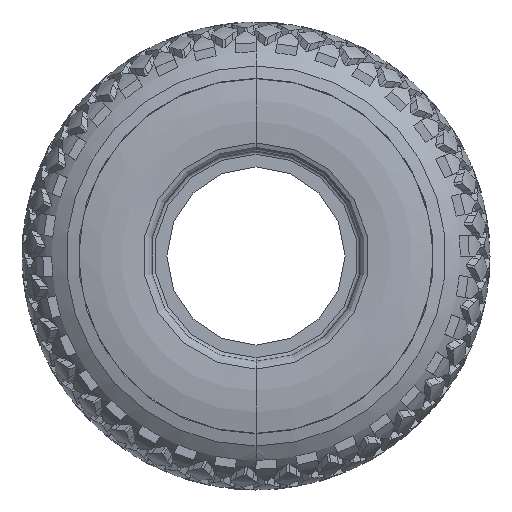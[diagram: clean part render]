
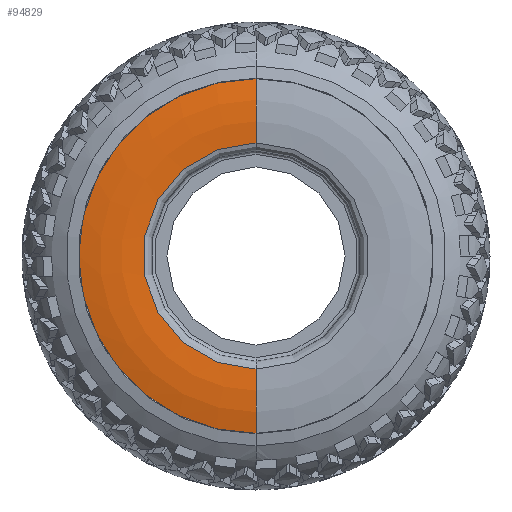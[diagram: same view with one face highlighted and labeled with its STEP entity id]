
A CAD part, left-side view. The second image highlights one B-rep face of the part: STEP entity #94829.
In plain terms, the highlighted toroidal (fillet/blend) face has major radius 75.229 mm and minor radius 97.34 mm.
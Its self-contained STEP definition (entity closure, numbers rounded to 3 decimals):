
#3024 = AXIS2_PLACEMENT_3D ( 'NONE', #108578, #24725, #52505 ) ;
#3865 = CIRCLE ( 'NONE', #101460, 98.512 ) ;
#5190 = AXIS2_PLACEMENT_3D ( 'NONE', #59397, #12062, #78482 ) ;
#8914 = VERTEX_POINT ( 'NONE', #23683 ) ;
#10117 = EDGE_CURVE ( 'NONE', #24249, #31632, #3865, .T. ) ;
#12062 = DIRECTION ( 'NONE',  ( 0., -1., 0. ) ) ;
#14199 = ORIENTED_EDGE ( 'NONE', *, *, #69259, .F. ) ;
#17027 = VERTEX_POINT ( 'NONE', #33287 ) ;
#23683 = CARTESIAN_POINT ( 'NONE',  ( -39.213, 0., -62.878 ) ) ;
#24249 = VERTEX_POINT ( 'NONE', #90530 ) ;
#24725 = DIRECTION ( 'NONE',  ( 0., 1., 0. ) ) ;
#27353 = CARTESIAN_POINT ( 'NONE',  ( -37.174, 0., -98.512 ) ) ;
#28696 = CARTESIAN_POINT ( 'NONE',  ( -39.213, 0., 0. ) ) ;
#31632 = VERTEX_POINT ( 'NONE', #27353 ) ;
#33287 = CARTESIAN_POINT ( 'NONE',  ( -39.213, 0., 62.878 ) ) ;
#33870 = FACE_OUTER_BOUND ( 'NONE', #56929, .T. ) ;
#49804 = ORIENTED_EDGE ( 'NONE', *, *, #10117, .T. ) ;
#52505 = DIRECTION ( 'NONE',  ( 0., 0., 1. ) ) ;
#56141 = AXIS2_PLACEMENT_3D ( 'NONE', #28696, #85910, #94644 ) ;
#56482 = DIRECTION ( 'NONE',  ( 1., 0., 0. ) ) ;
#56929 = EDGE_LOOP ( 'NONE', ( #14199, #113650, #57836, #49804 ) ) ;
#57836 = ORIENTED_EDGE ( 'NONE', *, *, #75734, .T. ) ;
#59397 = CARTESIAN_POINT ( 'NONE',  ( 57.34, 0., -75.229 ) ) ;
#68932 = CIRCLE ( 'NONE', #5190, 97.34 ) ;
#69259 = EDGE_CURVE ( 'NONE', #8914, #31632, #68932, .T. ) ;
#69441 = TOROIDAL_SURFACE ( 'NONE', #117940, 75.229, 97.34 ) ;
#71129 = EDGE_CURVE ( 'NONE', #17027, #8914, #117910, .T. ) ;
#75734 = EDGE_CURVE ( 'NONE', #17027, #24249, #85051, .T. ) ;
#78482 = DIRECTION ( 'NONE',  ( 0., 0., -1. ) ) ;
#85051 = CIRCLE ( 'NONE', #3024, 97.34 ) ;
#85910 = DIRECTION ( 'NONE',  ( -1., 0., 0. ) ) ;
#90530 = CARTESIAN_POINT ( 'NONE',  ( -37.174, 0., 98.512 ) ) ;
#94644 = DIRECTION ( 'NONE',  ( 0., 0., 1. ) ) ;
#94829 = ADVANCED_FACE ( 'NONE', ( #33870 ), #69441, .T. ) ;
#101460 = AXIS2_PLACEMENT_3D ( 'NONE', #103827, #113417, #104249 ) ;
#103809 = DIRECTION ( 'NONE',  ( 0., 0., 1. ) ) ;
#103827 = CARTESIAN_POINT ( 'NONE',  ( -37.174, 0., 0. ) ) ;
#104249 = DIRECTION ( 'NONE',  ( 0., 0., 1. ) ) ;
#108578 = CARTESIAN_POINT ( 'NONE',  ( 57.34, 0., 75.229 ) ) ;
#113417 = DIRECTION ( 'NONE',  ( -1., 0., 0. ) ) ;
#113650 = ORIENTED_EDGE ( 'NONE', *, *, #71129, .F. ) ;
#114622 = CARTESIAN_POINT ( 'NONE',  ( 57.34, 0., 0. ) ) ;
#117910 = CIRCLE ( 'NONE', #56141, 62.878 ) ;
#117940 = AXIS2_PLACEMENT_3D ( 'NONE', #114622, #56482, #103809 ) ;
